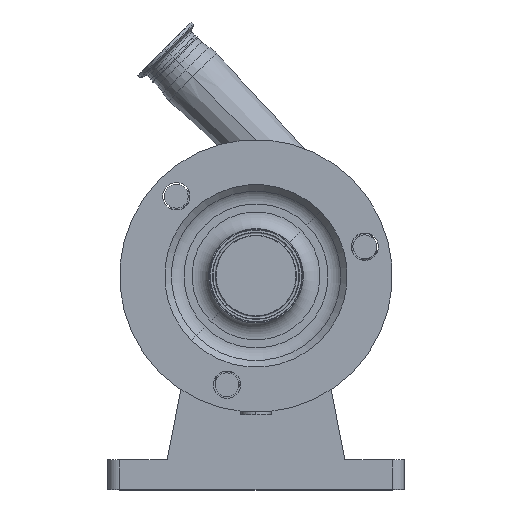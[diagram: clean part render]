
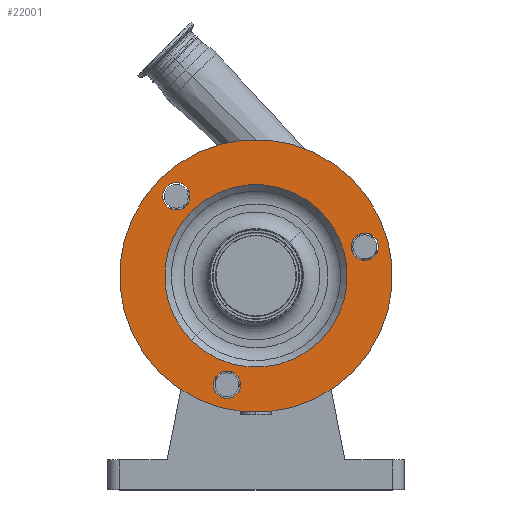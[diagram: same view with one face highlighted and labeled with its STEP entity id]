
A CAD part, top view. The second image highlights one B-rep face of the part: STEP entity #22001.
In plain terms, the highlighted planar face has unit normal (0, 0, 1).
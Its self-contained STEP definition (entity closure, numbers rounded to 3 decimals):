
#5529 = DIRECTION ( 'NONE',  ( 0.707, 0.707, 0. ) ) ;
#5530 = DIRECTION ( 'NONE',  ( 0., 0., 1. ) ) ;
#5531 = CARTESIAN_POINT ( 'NONE',  ( 0., 0., 215. ) ) ;
#5542 = AXIS2_PLACEMENT_3D ( 'NONE', #5531, #5530, #5529 ) ;
#5544 = CIRCLE ( 'NONE', #5542, 77. ) ;
#6137 = CARTESIAN_POINT ( 'NONE',  ( 91.763, 24.588, 215. ) ) ;
#6149 = DIRECTION ( 'NONE',  ( 0.259, -0.966, 0. ) ) ;
#6150 = DIRECTION ( 'NONE',  ( 0., 0., 1. ) ) ;
#6151 = AXIS2_PLACEMENT_3D ( 'NONE', #6137, #6150, #6149 ) ;
#6160 = CIRCLE ( 'NONE', #6151, 11.5 ) ;
#6345 = CIRCLE ( 'NONE', #6406, 11.5 ) ;
#6355 = PLANE ( 'NONE',  #6419 ) ;
#6391 = FACE_OUTER_BOUND ( 'NONE', #27334, .T. ) ;
#6403 = DIRECTION ( 'NONE',  ( -0.966, 0.259, 0. ) ) ;
#6404 = DIRECTION ( 'NONE',  ( 0., 0., 1. ) ) ;
#6405 = CARTESIAN_POINT ( 'NONE',  ( -24.588, -91.763, 215. ) ) ;
#6406 = AXIS2_PLACEMENT_3D ( 'NONE', #6405, #6404, #6403 ) ;
#6411 = DIRECTION ( 'NONE',  ( -0.707, -0.707, 0. ) ) ;
#6412 = DIRECTION ( 'NONE',  ( 0., 0., -1. ) ) ;
#6413 = CARTESIAN_POINT ( 'NONE',  ( -27.577, 27.577, 215. ) ) ;
#6419 = AXIS2_PLACEMENT_3D ( 'NONE', #6413, #6412, #6411 ) ;
#6425 = FACE_BOUND ( 'NONE', #21861, .T. ) ;
#6426 = FACE_BOUND ( 'NONE', #22022, .T. ) ;
#6428 = FACE_BOUND ( 'NONE', #22070, .T. ) ;
#6433 = FACE_BOUND ( 'NONE', #21957, .T. ) ;
#8060 = AXIS2_PLACEMENT_3D ( 'NONE', #8074, #8073, #8072 ) ;
#8067 = CIRCLE ( 'NONE', #8060, 115. ) ;
#8072 = DIRECTION ( 'NONE',  ( 0.707, 0.707, 0. ) ) ;
#8073 = DIRECTION ( 'NONE',  ( 0., 0., 1. ) ) ;
#8074 = CARTESIAN_POINT ( 'NONE',  ( 0., 0., 215. ) ) ;
#8243 = CIRCLE ( 'NONE', #8306, 11.5 ) ;
#8303 = DIRECTION ( 'NONE',  ( 0.707, 0.707, 0. ) ) ;
#8304 = DIRECTION ( 'NONE',  ( 0., 0., 1. ) ) ;
#8305 = CARTESIAN_POINT ( 'NONE',  ( -67.175, 67.175, 215. ) ) ;
#8306 = AXIS2_PLACEMENT_3D ( 'NONE', #8305, #8304, #8303 ) ;
#9104 = DIRECTION ( 'NONE',  ( 0.707, 0.707, 0. ) ) ;
#9105 = DIRECTION ( 'NONE',  ( 0., 0., 1. ) ) ;
#9106 = CARTESIAN_POINT ( 'NONE',  ( 0., 0., 215. ) ) ;
#9110 = AXIS2_PLACEMENT_3D ( 'NONE', #9106, #9105, #9104 ) ;
#9114 = CARTESIAN_POINT ( 'NONE',  ( 54.447, 54.447, 215. ) ) ;
#9129 = CIRCLE ( 'NONE', #9110, 77. ) ;
#9133 = CARTESIAN_POINT ( 'NONE',  ( -54.447, -54.447, 215. ) ) ;
#9139 = AXIS2_PLACEMENT_3D ( 'NONE', #9179, #9178, #9177 ) ;
#9177 = DIRECTION ( 'NONE',  ( -0.966, 0.259, 0. ) ) ;
#9178 = DIRECTION ( 'NONE',  ( 0., 0., 1. ) ) ;
#9179 = CARTESIAN_POINT ( 'NONE',  ( -24.588, -91.763, 215. ) ) ;
#9194 = CIRCLE ( 'NONE', #9139, 11.5 ) ;
#9229 = CARTESIAN_POINT ( 'NONE',  ( -35.696, -88.787, 215. ) ) ;
#9239 = AXIS2_PLACEMENT_3D ( 'NONE', #9242, #9287, #9286 ) ;
#9242 = CARTESIAN_POINT ( 'NONE',  ( 91.763, 24.588, 215. ) ) ;
#9249 = CIRCLE ( 'NONE', #9239, 11.5 ) ;
#9286 = DIRECTION ( 'NONE',  ( 0.259, -0.966, 0. ) ) ;
#9287 = DIRECTION ( 'NONE',  ( 0., 0., 1. ) ) ;
#9299 = CARTESIAN_POINT ( 'NONE',  ( 94.739, 13.48, 215. ) ) ;
#9346 = CARTESIAN_POINT ( 'NONE',  ( 88.787, 35.696, 215. ) ) ;
#9354 = CARTESIAN_POINT ( 'NONE',  ( -13.48, -94.739, 215. ) ) ;
#9367 = CIRCLE ( 'NONE', #9418, 11.5 ) ;
#9368 = CARTESIAN_POINT ( 'NONE',  ( -59.043, 75.307, 215. ) ) ;
#9401 = CARTESIAN_POINT ( 'NONE',  ( -75.307, 59.043, 215. ) ) ;
#9409 = DIRECTION ( 'NONE',  ( 0.707, 0.707, 0. ) ) ;
#9410 = DIRECTION ( 'NONE',  ( 0., 0., 1. ) ) ;
#9411 = CARTESIAN_POINT ( 'NONE',  ( -67.175, 67.175, 215. ) ) ;
#9418 = AXIS2_PLACEMENT_3D ( 'NONE', #9411, #9410, #9409 ) ;
#10624 = CARTESIAN_POINT ( 'NONE',  ( 81.317, 81.317, 215. ) ) ;
#13934 = CIRCLE ( 'NONE', #13978, 115. ) ;
#13975 = DIRECTION ( 'NONE',  ( 0.707, 0.707, 0. ) ) ;
#13976 = DIRECTION ( 'NONE',  ( 0., 0., 1. ) ) ;
#13977 = CARTESIAN_POINT ( 'NONE',  ( 0., 0., 215. ) ) ;
#13978 = AXIS2_PLACEMENT_3D ( 'NONE', #13977, #13976, #13975 ) ;
#16295 = CARTESIAN_POINT ( 'NONE',  ( -81.317, -81.317, 215. ) ) ;
#21786 = EDGE_CURVE ( 'NONE', #22528, #22545, #5544, .T. ) ;
#21861 = EDGE_LOOP ( 'NONE', ( #21951, #21962 ) ) ;
#21898 = ORIENTED_EDGE ( 'NONE', *, *, #21958, .F. ) ;
#21950 = EDGE_CURVE ( 'NONE', #22620, #22632, #6160, .T. ) ;
#21951 = ORIENTED_EDGE ( 'NONE', *, *, #21950, .F. ) ;
#21957 = EDGE_LOOP ( 'NONE', ( #21898, #22175 ) ) ;
#21958 = EDGE_CURVE ( 'NONE', #22575, #22628, #6345, .T. ) ;
#21962 = ORIENTED_EDGE ( 'NONE', *, *, #22598, .F. ) ;
#21967 = ORIENTED_EDGE ( 'NONE', *, *, #22159, .F. ) ;
#22001 = ADVANCED_FACE ( 'NONE', ( #6425, #6433, #6426, #6391, #6428 ), #6355, .F. ) ;
#22022 = EDGE_LOOP ( 'NONE', ( #21967, #22163 ) ) ;
#22060 = ORIENTED_EDGE ( 'NONE', *, *, #21786, .F. ) ;
#22070 = EDGE_LOOP ( 'NONE', ( #22060, #22101 ) ) ;
#22101 = ORIENTED_EDGE ( 'NONE', *, *, #22529, .F. ) ;
#22115 = EDGE_CURVE ( 'NONE', #26080, #23251, #8067, .T. ) ;
#22134 = ORIENTED_EDGE ( 'NONE', *, *, #22115, .T. ) ;
#22159 = EDGE_CURVE ( 'NONE', #22664, #22667, #8243, .T. ) ;
#22163 = ORIENTED_EDGE ( 'NONE', *, *, #22662, .F. ) ;
#22175 = ORIENTED_EDGE ( 'NONE', *, *, #22558, .F. ) ;
#22209 = ORIENTED_EDGE ( 'NONE', *, *, #24119, .T. ) ;
#22528 = VERTEX_POINT ( 'NONE', #9114 ) ;
#22529 = EDGE_CURVE ( 'NONE', #22545, #22528, #9129, .T. ) ;
#22545 = VERTEX_POINT ( 'NONE', #9133 ) ;
#22558 = EDGE_CURVE ( 'NONE', #22628, #22575, #9194, .T. ) ;
#22575 = VERTEX_POINT ( 'NONE', #9229 ) ;
#22598 = EDGE_CURVE ( 'NONE', #22632, #22620, #9249, .T. ) ;
#22620 = VERTEX_POINT ( 'NONE', #9299 ) ;
#22628 = VERTEX_POINT ( 'NONE', #9354 ) ;
#22632 = VERTEX_POINT ( 'NONE', #9346 ) ;
#22662 = EDGE_CURVE ( 'NONE', #22667, #22664, #9367, .T. ) ;
#22664 = VERTEX_POINT ( 'NONE', #9368 ) ;
#22667 = VERTEX_POINT ( 'NONE', #9401 ) ;
#23251 = VERTEX_POINT ( 'NONE', #10624 ) ;
#24119 = EDGE_CURVE ( 'NONE', #23251, #26080, #13934, .T. ) ;
#26080 = VERTEX_POINT ( 'NONE', #16295 ) ;
#27334 = EDGE_LOOP ( 'NONE', ( #22209, #22134 ) ) ;
